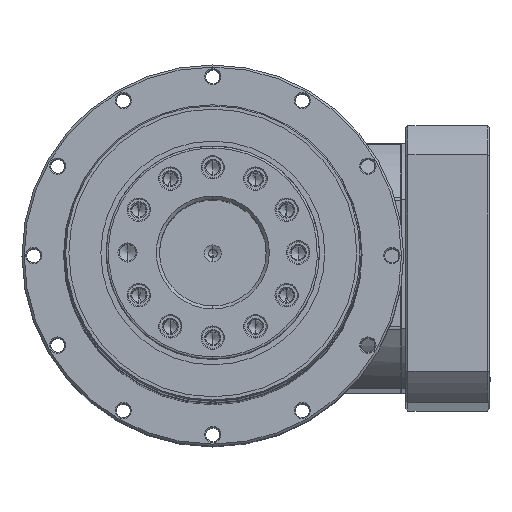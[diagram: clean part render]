
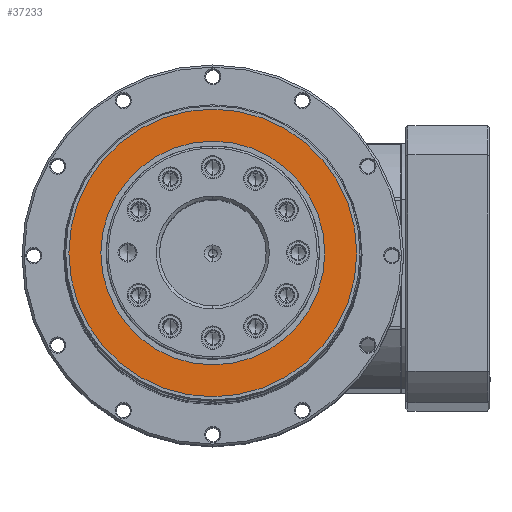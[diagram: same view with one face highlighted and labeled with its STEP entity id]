
A CAD part, left-side view. The second image highlights one B-rep face of the part: STEP entity #37233.
In plain terms, the highlighted face is planar.
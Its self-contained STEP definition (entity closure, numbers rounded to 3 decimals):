
#2039 = CIRCLE ( 'NONE', #37820, 52.5 ) ;
#2139 = DIRECTION ( 'NONE',  ( 0., 0., -1. ) ) ;
#2164 = CARTESIAN_POINT ( 'NONE',  ( 6.02, 0., 0. ) ) ;
#2289 = DIRECTION ( 'NONE',  ( -1., 0., 0. ) ) ;
#2338 = CARTESIAN_POINT ( 'NONE',  ( 6.02, 0., 0. ) ) ;
#2341 = CARTESIAN_POINT ( 'NONE',  ( 6.02, 0., 67.5 ) ) ;
#4132 = CARTESIAN_POINT ( 'NONE',  ( 6.02, 0., 0. ) ) ;
#4784 = EDGE_CURVE ( 'NONE', #44837, #10677, #44553, .T. ) ;
#5371 = DIRECTION ( 'NONE',  ( -1., 0., 0. ) ) ;
#5693 = DIRECTION ( 'NONE',  ( 0., 0., -1. ) ) ;
#7716 = DIRECTION ( 'NONE',  ( 0., 0., -1. ) ) ;
#10677 = VERTEX_POINT ( 'NONE', #2341 ) ;
#11408 = PLANE ( 'NONE',  #34219 ) ;
#11562 = DIRECTION ( 'NONE',  ( 1., 0., 0. ) ) ;
#12720 = CIRCLE ( 'NONE', #23257, 52.5 ) ;
#14977 = CARTESIAN_POINT ( 'NONE',  ( 6.02, 0., -52.5 ) ) ;
#15340 = EDGE_LOOP ( 'NONE', ( #18886, #26992 ) ) ;
#16903 = EDGE_CURVE ( 'NONE', #24506, #24171, #12720, .T. ) ;
#18590 = EDGE_LOOP ( 'NONE', ( #27044, #44930 ) ) ;
#18886 = ORIENTED_EDGE ( 'NONE', *, *, #22608, .F. ) ;
#22608 = EDGE_CURVE ( 'NONE', #24171, #24506, #2039, .T. ) ;
#23257 = AXIS2_PLACEMENT_3D ( 'NONE', #26399, #5371, #29849 ) ;
#24171 = VERTEX_POINT ( 'NONE', #14977 ) ;
#24506 = VERTEX_POINT ( 'NONE', #24753 ) ;
#24753 = CARTESIAN_POINT ( 'NONE',  ( 6.02, 0., 52.5 ) ) ;
#26399 = CARTESIAN_POINT ( 'NONE',  ( 6.02, 0., 0. ) ) ;
#26736 = DIRECTION ( 'NONE',  ( -1., 0., 0. ) ) ;
#26992 = ORIENTED_EDGE ( 'NONE', *, *, #16903, .F. ) ;
#27044 = ORIENTED_EDGE ( 'NONE', *, *, #4784, .T. ) ;
#27717 = AXIS2_PLACEMENT_3D ( 'NONE', #2338, #2289, #2139 ) ;
#28655 = DIRECTION ( 'NONE',  ( -1., 0., 0. ) ) ;
#29849 = DIRECTION ( 'NONE',  ( 0., 0., -1. ) ) ;
#30629 = CARTESIAN_POINT ( 'NONE',  ( 6.02, 0., -67.5 ) ) ;
#31111 = CIRCLE ( 'NONE', #37980, 67.5 ) ;
#31208 = FACE_BOUND ( 'NONE', #15340, .T. ) ;
#32506 = CARTESIAN_POINT ( 'NONE',  ( 6.02, 0., 0. ) ) ;
#34219 = AXIS2_PLACEMENT_3D ( 'NONE', #32506, #11562, #36106 ) ;
#34647 = EDGE_CURVE ( 'NONE', #10677, #44837, #31111, .T. ) ;
#36106 = DIRECTION ( 'NONE',  ( 0., 0., -1. ) ) ;
#37233 = ADVANCED_FACE ( 'NONE', ( #39522, #31208 ), #11408, .F. ) ;
#37820 = AXIS2_PLACEMENT_3D ( 'NONE', #4132, #28655, #7716 ) ;
#37980 = AXIS2_PLACEMENT_3D ( 'NONE', #2164, #26736, #5693 ) ;
#39522 = FACE_OUTER_BOUND ( 'NONE', #18590, .T. ) ;
#44553 = CIRCLE ( 'NONE', #27717, 67.5 ) ;
#44837 = VERTEX_POINT ( 'NONE', #30629 ) ;
#44930 = ORIENTED_EDGE ( 'NONE', *, *, #34647, .T. ) ;
